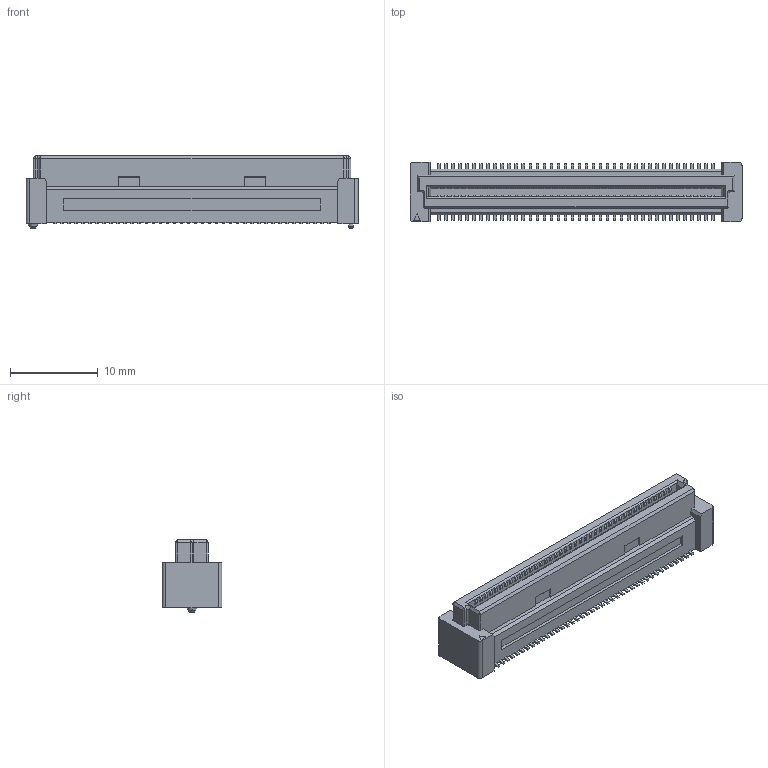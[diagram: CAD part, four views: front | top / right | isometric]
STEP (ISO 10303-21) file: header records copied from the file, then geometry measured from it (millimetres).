
FILE_DESCRIPTION((''),'2;1');
FILE_NAME('C-5-5179180-3','2015-02-17T',('workeradm'),('Tyco Electronics Ltd.'),'PRO/ENGINEER BY PARAMETRIC TECHNOLOGY CORPORATION, 2014090','PRO/ENGINEER BY PARAMETRIC TECHNOLOGY CORPORATION, 2014090','');
FILE_SCHEMA(('AUTOMOTIVE_DESIGN { 1 0 10303 214 1 1 1 1 }'));
Length unit declared in the file: millimetre
Products named in the file (1): C-5-5179180-3
Bounding box: 37.8 x 6.8 x 8.25 mm (x, y, z)
Volume: 1091.2 mm3; surface area: 1471.6 mm2
Topology: 1 solids, 1 shells, 1407 faces, 4499 edges, 2934 vertices
Faces by surface type: plane 975, cylinder 418, cone 14
Entity records: 49799 total; most frequent: ORIENTED_EDGE 8986, CARTESIAN_POINT 8878, DIRECTION 8301, EDGE_CURVE 4493, VECTOR 3483, LINE 3483, VERTEX_POINT 2934, AXIS2_PLACEMENT_3D 2409
